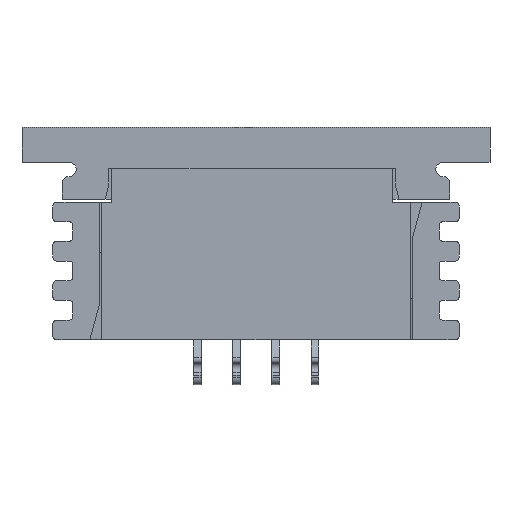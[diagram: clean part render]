
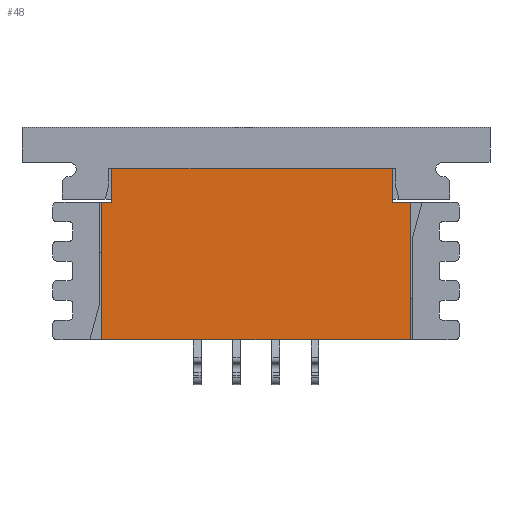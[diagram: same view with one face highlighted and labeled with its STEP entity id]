
A CAD part, front view. The second image highlights one B-rep face of the part: STEP entity #48.
In plain terms, the highlighted planar face has unit normal (0, -1, 0).
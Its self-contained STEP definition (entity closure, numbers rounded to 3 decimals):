
#48=ADVANCED_FACE('',(#386),#387,.F.);
#386=FACE_OUTER_BOUND('',#1067,.T.);
#387=PLANE('',#1068);
#1067=EDGE_LOOP('',(#1758,#1759,#1760,#1761,#1762,#1763,#1764,#1765));
#1068=AXIS2_PLACEMENT_3D('',#1766,#1767,#1768);
#1758=ORIENTED_EDGE('',*,*,#4699,.F.);
#1759=ORIENTED_EDGE('',*,*,#4700,.F.);
#1760=ORIENTED_EDGE('',*,*,#4701,.T.);
#1761=ORIENTED_EDGE('',*,*,#4702,.F.);
#1762=ORIENTED_EDGE('',*,*,#4703,.T.);
#1763=ORIENTED_EDGE('',*,*,#4704,.T.);
#1764=ORIENTED_EDGE('',*,*,#4705,.F.);
#1765=ORIENTED_EDGE('',*,*,#4706,.F.);
#1766=CARTESIAN_POINT('',(0.0,-1.245,0.0));
#1767=DIRECTION('',(0.0,1.0,0.0));
#1768=DIRECTION('',(1.0,0.0,0.0));
#4699=EDGE_CURVE('',#5678,#5679,#5680,.T.);
#4700=EDGE_CURVE('',#5681,#5678,#5682,.T.);
#4701=EDGE_CURVE('',#5681,#5683,#5684,.T.);
#4702=EDGE_CURVE('',#5685,#5683,#5686,.T.);
#4703=EDGE_CURVE('',#5685,#5687,#5688,.T.);
#4704=EDGE_CURVE('',#5687,#5689,#5690,.T.);
#4705=EDGE_CURVE('',#5691,#5689,#5692,.T.);
#4706=EDGE_CURVE('',#5679,#5691,#5693,.T.);
#5678=VERTEX_POINT('',#7290);
#5679=VERTEX_POINT('',#7291);
#5680=LINE('',#7292,#7293);
#5681=VERTEX_POINT('',#7294);
#5682=LINE('',#7295,#7296);
#5683=VERTEX_POINT('',#7297);
#5684=LINE('',#7298,#7299);
#5685=VERTEX_POINT('',#7300);
#5686=LINE('',#7301,#7302);
#5687=VERTEX_POINT('',#7303);
#5688=LINE('',#7304,#7305);
#5689=VERTEX_POINT('',#7306);
#5690=LINE('',#7307,#7308);
#5691=VERTEX_POINT('',#7309);
#5692=LINE('',#7310,#7311);
#5693=LINE('',#7312,#7313);
#7290=CARTESIAN_POINT('',(-3.93,-1.245,-4.37));
#7291=CARTESIAN_POINT('',(-3.93,-1.245,-0.87));
#7292=CARTESIAN_POINT('',(-3.93,-1.245,-4.37));
#7293=VECTOR('',#9693,3.5);
#7294=CARTESIAN_POINT('',(3.93,-1.245,-4.37));
#7295=CARTESIAN_POINT('',(3.93,-1.245,-4.37));
#7296=VECTOR('',#9694,7.86);
#7297=CARTESIAN_POINT('',(3.93,-1.245,-0.87));
#7298=CARTESIAN_POINT('',(3.93,-1.245,-4.37));
#7299=VECTOR('',#9695,3.5);
#7300=CARTESIAN_POINT('',(3.47,-1.245,-0.87));
#7301=CARTESIAN_POINT('',(3.47,-1.245,-0.87));
#7302=VECTOR('',#9696,0.46);
#7303=CARTESIAN_POINT('',(3.47,-1.245,0.0));
#7304=CARTESIAN_POINT('',(3.47,-1.245,-0.87));
#7305=VECTOR('',#9697,0.87);
#7306=CARTESIAN_POINT('',(-3.67,-1.245,0.0));
#7307=CARTESIAN_POINT('',(3.47,-1.245,0.0));
#7308=VECTOR('',#9698,7.14);
#7309=CARTESIAN_POINT('',(-3.67,-1.245,-0.87));
#7310=CARTESIAN_POINT('',(-3.67,-1.245,-0.87));
#7311=VECTOR('',#9699,0.87);
#7312=CARTESIAN_POINT('',(-3.93,-1.245,-0.87));
#7313=VECTOR('',#9700,0.26);
#9693=DIRECTION('',(0.0,0.0,1.0));
#9694=DIRECTION('',(-1.0,0.0,0.0));
#9695=DIRECTION('',(0.0,0.0,1.0));
#9696=DIRECTION('',(1.0,0.0,0.0));
#9697=DIRECTION('',(0.0,0.0,1.0));
#9698=DIRECTION('',(-1.0,0.0,0.0));
#9699=DIRECTION('',(0.0,0.0,1.0));
#9700=DIRECTION('',(1.0,0.0,0.0));
